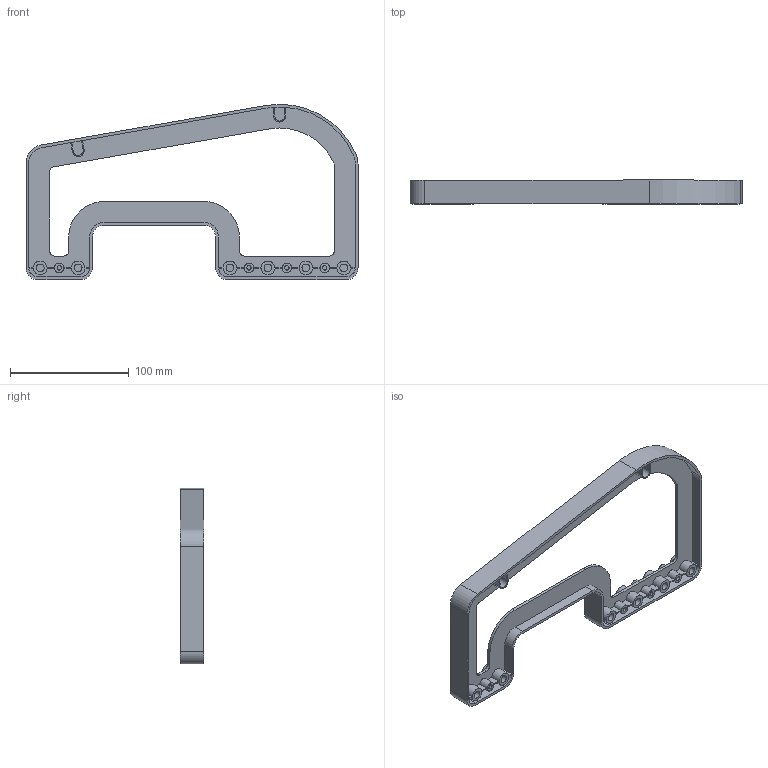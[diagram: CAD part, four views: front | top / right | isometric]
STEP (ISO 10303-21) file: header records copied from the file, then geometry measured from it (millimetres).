
FILE_DESCRIPTION(/* description */ ('Unknown'),/* implementation_level */ '2;1');
FILE_NAME(/* name */ 'ART. 701-A SPACER',/* time_stamp */ '2019-06-28T14:50:04+02:00',/* author */ ('Unknown'),/* organization */ ('Unknown'),/* preprocessor_version */ 'ST-DEVELOPER v16',/* originating_system */ 'DEX',/* authorisation */ $);
FILE_SCHEMA (('CONFIG_CONTROL_DESIGN'));
Length unit declared in the file: millimetre
Products named in the file (1): ART. 701-A SPACER
Bounding box: 280 x 20 x 148 mm (x, y, z)
Volume: 86214.5 mm3; surface area: 77591.1 mm2
Topology: 1 solids, 1 shells, 263 faces, 725 edges, 490 vertices
Faces by surface type: plane 176, cylinder 87
Full cylindrical faces by diameter (mm): 3.7 x8, 6.5 x12, 8 x8, 11.5 x12
Entity records: 7935 total; most frequent: DIRECTION 1415, CARTESIAN_POINT 1359, ORIENTED_EDGE 1290, EDGE_CURVE 645, AXIS2_PLACEMENT_3D 506, VERTEX_POINT 450, LINE 403, VECTOR 403
